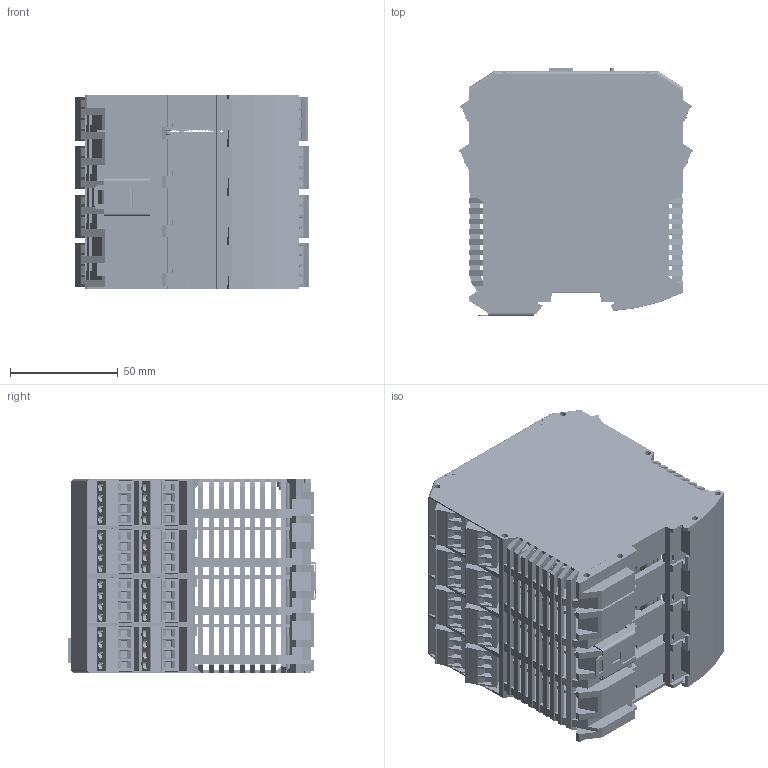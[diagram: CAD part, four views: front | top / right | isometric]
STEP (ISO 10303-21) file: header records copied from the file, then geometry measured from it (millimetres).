
FILE_DESCRIPTION(/* description */ (''),/* implementation_level */ '2;1');
FILE_NAME(/* name */ 'SCU-2-EC.stp',/* time_stamp */ '2021-10-29T08:54:38+02:00',/* author */ ('choi'),/* organization */ (''),/* preprocessor_version */ 'ST-DEVELOPER v15.6',/* originating_system */ 'Autodesk Inventor 2015',/* authorisation */ '');
FILE_SCHEMA (('AUTOMOTIVE_DESIGN { 1 0 10303 214 3 1 1 }'));
Length unit declared in the file: centimetre
Products named in the file (1): SCU-2-EC
Bounding box: 108.7 x 115.56 x 90.4 mm (x, y, z)
Volume: 205426.8 mm3; surface area: 194091.3 mm2
Topology: 2 solids, 9 shells, 10365 faces, 30140 edges, 19324 vertices
Faces by surface type: plane 8734, cylinder 1360, cone 131, bspline 130, torus 10
Full cylindrical faces by diameter (mm): 1.27 x2, 1.35 x4, 1.4 x14, 1.6 x1, 2 x2, 2.3 x1, 2.489 x2, 2.8 x4, 3 x16, 3.783 x60, 4 x61, 4.5 x1
Entity records: 351693 total; most frequent: CARTESIAN_POINT 67063, ORIENTED_EDGE 59736, DIRECTION 53235, EDGE_CURVE 29866, LINE 26073, VECTOR 26073, VERTEX_POINT 19253, AXIS2_PLACEMENT_3D 13581
